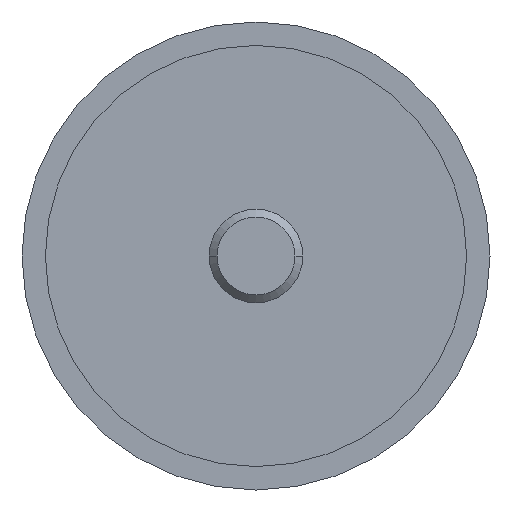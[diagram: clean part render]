
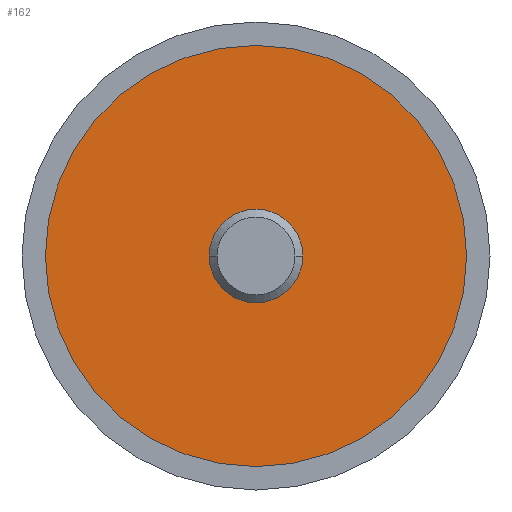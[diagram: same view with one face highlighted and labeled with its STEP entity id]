
A CAD part, front view. The second image highlights one B-rep face of the part: STEP entity #162.
In plain terms, the highlighted planar face has unit normal (0, -1, 0).
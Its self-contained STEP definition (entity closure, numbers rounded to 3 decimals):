
#162=ADVANCED_FACE('',(#409,#410),#411,.T.);
#164=EDGE_CURVE('',#254,#276,#413,.T.);
#210=VERTEX_POINT('',#463);
#224=VERTEX_POINT('',#479);
#236=EDGE_CURVE('',#276,#254,#492,.T.);
#254=VERTEX_POINT('',#513);
#276=VERTEX_POINT('',#538);
#352=EDGE_CURVE('',#224,#210,#626,.T.);
#368=EDGE_CURVE('',#210,#224,#645,.T.);
#409=FACE_BOUND('',#683,.T.);
#410=FACE_OUTER_BOUND('',#684,.T.);
#411=PLANE('',#685);
#413=CIRCLE('',#688,4.0);
#463=CARTESIAN_POINT('',(-18.0,0.0,0.));
#479=CARTESIAN_POINT('',(18.0,0.0,0.0));
#492=CIRCLE('',#790,4.0);
#513=CARTESIAN_POINT('',(-4.0,0.0,0.));
#538=CARTESIAN_POINT('',(4.0,0.0,0.));
#626=CIRCLE('',#960,18.0);
#645=CIRCLE('',#983,18.0);
#683=EDGE_LOOP('',(#1009,#1010));
#684=EDGE_LOOP('',(#1011,#1012));
#685=AXIS2_PLACEMENT_3D('',#1013,#1014,#1015);
#688=AXIS2_PLACEMENT_3D('',#1016,#1017,#1018);
#790=AXIS2_PLACEMENT_3D('',#1107,#1108,#1109);
#960=AXIS2_PLACEMENT_3D('',#1285,#1286,#1287);
#983=AXIS2_PLACEMENT_3D('',#1308,#1309,#1310);
#1009=ORIENTED_EDGE('',*,*,#164,.T.);
#1010=ORIENTED_EDGE('',*,*,#236,.T.);
#1011=ORIENTED_EDGE('',*,*,#352,.T.);
#1012=ORIENTED_EDGE('',*,*,#368,.T.);
#1013=CARTESIAN_POINT('',(0.0,0.0,0.0));
#1014=DIRECTION('',(0.0,-1.0,0.0));
#1015=DIRECTION('',(-1.0,0.0,0.0));
#1016=CARTESIAN_POINT('',(0.0,0.0,0.0));
#1017=DIRECTION('',(-0.0,1.0,0.0));
#1018=DIRECTION('',(1.0,0.0,0.0));
#1107=CARTESIAN_POINT('',(0.0,0.0,0.0));
#1108=DIRECTION('',(-0.0,1.0,0.0));
#1109=DIRECTION('',(1.0,0.0,0.0));
#1285=CARTESIAN_POINT('',(0.0,0.0,0.0));
#1286=DIRECTION('',(0.0,-1.0,0.0));
#1287=DIRECTION('',(1.0,0.0,0.0));
#1308=CARTESIAN_POINT('',(0.0,0.0,0.0));
#1309=DIRECTION('',(0.0,-1.0,0.0));
#1310=DIRECTION('',(1.0,0.0,0.0));
